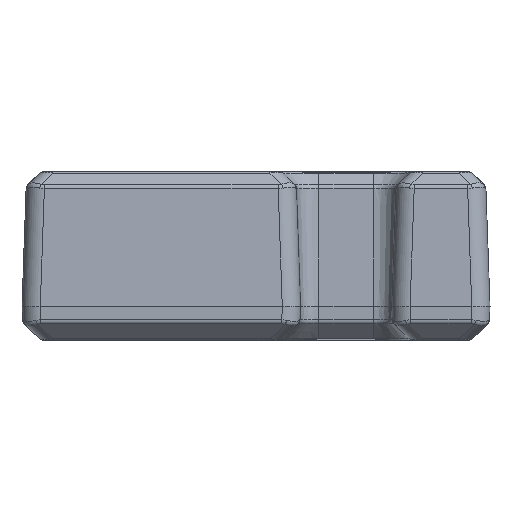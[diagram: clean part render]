
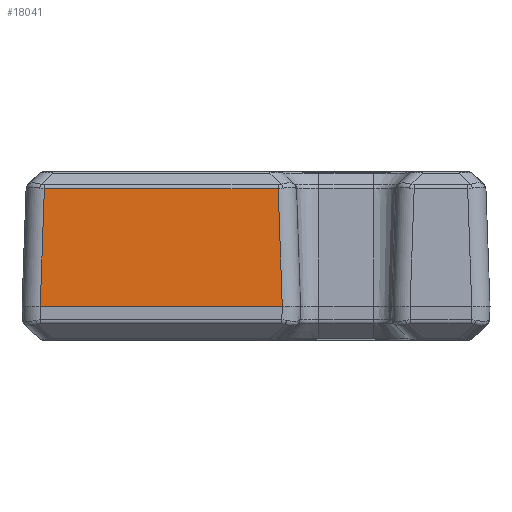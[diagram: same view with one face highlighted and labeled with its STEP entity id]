
A CAD part, front view. The second image highlights one B-rep face of the part: STEP entity #18041.
In plain terms, the highlighted planar face has unit normal (0, -0.999, 0.035).
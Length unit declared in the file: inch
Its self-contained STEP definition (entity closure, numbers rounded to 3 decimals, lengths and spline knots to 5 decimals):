
#2869=DIRECTION('',(1.,0.,0.));
#2870=VECTOR('',#2869,1.0601);
#2871=CARTESIAN_POINT('',(-1.97005,-2.84,0.));
#2872=LINE('',#2871,#2870);
#3870=CARTESIAN_POINT('',(-0.90995,-2.84,0.));
#3872=DIRECTION('',(0.035,-0.035,-0.999));
#3873=VECTOR('',#3872,0.51557);
#3874=CARTESIAN_POINT('',(-0.92793,-2.82202,
0.51495));
#3875=LINE('',#3874,#3873);
#3880=DIRECTION('',(1.,0.,0.));
#3881=VECTOR('',#3880,1.02413);
#3882=CARTESIAN_POINT('',(-1.95207,-2.82202,
0.51495));
#3883=LINE('',#3882,#3881);
#3895=CARTESIAN_POINT('',(-0.92793,-2.82202,
0.51495));
#3923=DIRECTION('',(-0.035,-0.035,-0.999));
#3924=VECTOR('',#3923,0.51557);
#3925=CARTESIAN_POINT('',(-1.95207,-2.82202,
0.51495));
#3926=LINE('',#3925,#3924);
#3927=CARTESIAN_POINT('',(-1.97005,-2.84,0.));
#11511=VERTEX_POINT('',#3870);
#11512=VERTEX_POINT('',#3927);
#11622=VERTEX_POINT('',#3895);
#11625=CARTESIAN_POINT('',(-1.95207,-2.82202,
0.51495));
#11626=VERTEX_POINT('',#11625);
#18028=CARTESIAN_POINT('',(-3.09335,-2.84,0.));
#18029=DIRECTION('',(0.,-0.999,0.035));
#18030=DIRECTION('',(1.,0.,0.));
#18031=AXIS2_PLACEMENT_3D('',#18028,#18029,#18030);
#18032=PLANE('',#18031);
#18034=ORIENTED_EDGE('',*,*,#18033,.T.);
#18035=ORIENTED_EDGE('',*,*,#18020,.T.);
#18036=ORIENTED_EDGE('',*,*,#16648,.F.);
#18038=ORIENTED_EDGE('',*,*,#18037,.F.);
#18039=EDGE_LOOP('',(#18034,#18035,#18036,#18038));
#18040=FACE_OUTER_BOUND('',#18039,.F.);
#18041=ADVANCED_FACE('',(#18040),#18032,.T.);
#16648=EDGE_CURVE('',#11512,#11511,#2872,.T.);
#18020=EDGE_CURVE('',#11622,#11511,#3875,.T.);
#18033=EDGE_CURVE('',#11626,#11622,#3883,.T.);
#18037=EDGE_CURVE('',#11626,#11512,#3926,.T.);
